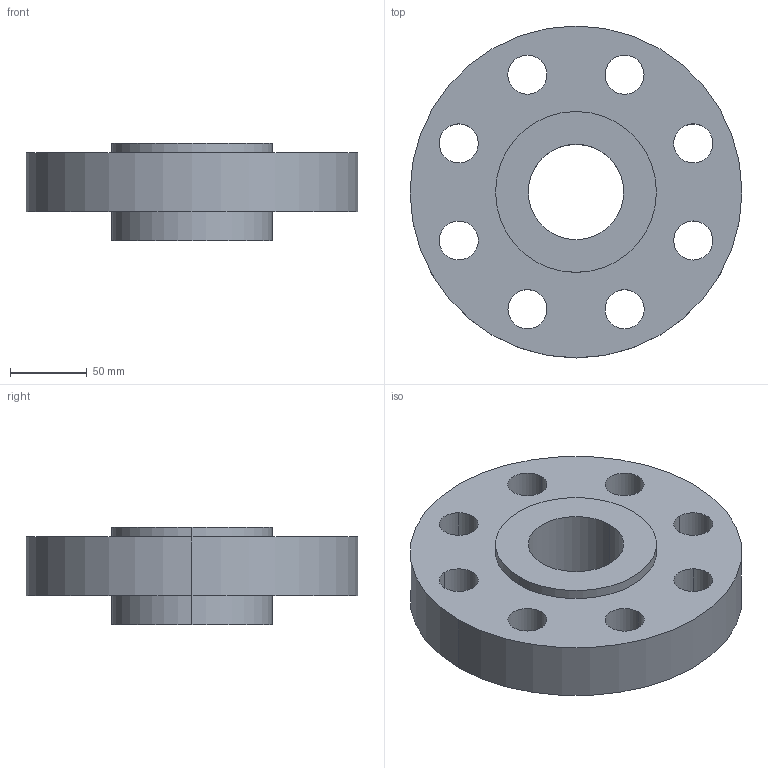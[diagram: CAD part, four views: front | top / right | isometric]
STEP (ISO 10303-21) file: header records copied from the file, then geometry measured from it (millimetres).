
FILE_DESCRIPTION (( 'STEP AP203' ), '1' );
FILE_NAME ('Slip On Flange 1500-NPS2.STEP', '2025-05-07T01:23:06', '' );
FILE_SCHEMA (( 'CONFIG_CONTROL_DESIGN' ));
Length unit declared in the file: inch
Products named in the file (1): Slip On Flange 1500-NPS2
Bounding box: 215.9 x 215.9 x 63.5 mm (x, y, z)
Volume: 1267286.1 mm3; surface area: 129956.7 mm2
Topology: 1 solids, 1 shells, 28 faces, 72 edges, 48 vertices
Faces by surface type: cylinder 24, plane 4
Entity records: 999 total; most frequent: DIRECTION 178, CARTESIAN_POINT 149, ORIENTED_EDGE 144, AXIS2_PLACEMENT_3D 77, EDGE_CURVE 72, EDGE_LOOP 48, VERTEX_POINT 48, CIRCLE 48
